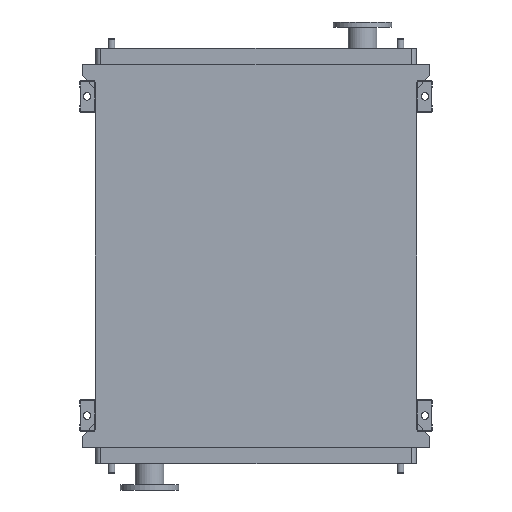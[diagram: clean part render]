
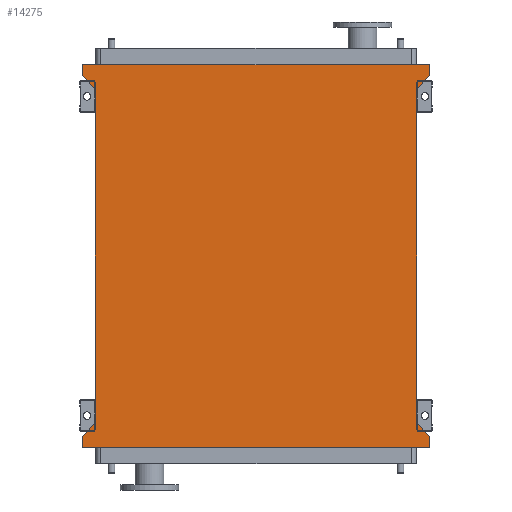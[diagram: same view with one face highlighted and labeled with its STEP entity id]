
A CAD part, front view. The second image highlights one B-rep face of the part: STEP entity #14275.
In plain terms, the highlighted planar face has unit normal (0, -1, 0).
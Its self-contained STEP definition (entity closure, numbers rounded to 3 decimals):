
#419 = CARTESIAN_POINT ( 'NONE',  ( -605., 0., 0. ) ) ;
#756 = EDGE_CURVE ( 'NONE', #1716, #2524, #7373, .T. ) ;
#848 = CARTESIAN_POINT ( 'NONE',  ( 651., 0., -1345. ) ) ;
#1083 = VERTEX_POINT ( 'NONE', #7488 ) ;
#1196 = CARTESIAN_POINT ( 'NONE',  ( 651., 0., 95. ) ) ;
#1357 = DIRECTION ( 'NONE',  ( 0., 0., -1. ) ) ;
#1364 = VERTEX_POINT ( 'NONE', #9788 ) ;
#1373 = DIRECTION ( 'NONE',  ( 0.655, 0., -0.755 ) ) ;
#1716 = VERTEX_POINT ( 'NONE', #17625 ) ;
#1903 = LINE ( 'NONE', #17713, #5203 ) ;
#1928 = ORIENTED_EDGE ( 'NONE', *, *, #756, .T. ) ;
#2100 = ORIENTED_EDGE ( 'NONE', *, *, #16401, .F. ) ;
#2146 = VERTEX_POINT ( 'NONE', #3054 ) ;
#2232 = DIRECTION ( 'NONE',  ( 0., 0., 1. ) ) ;
#2489 = LINE ( 'NONE', #419, #13301 ) ;
#2511 = PLANE ( 'NONE',  #11716 ) ;
#2524 = VERTEX_POINT ( 'NONE', #13761 ) ;
#2876 = VECTOR ( 'NONE', #12998, 1000. ) ;
#3054 = CARTESIAN_POINT ( 'NONE',  ( -651., 0., 53. ) ) ;
#3065 = ORIENTED_EDGE ( 'NONE', *, *, #8006, .F. ) ;
#3512 = ORIENTED_EDGE ( 'NONE', *, *, #7793, .F. ) ;
#3760 = EDGE_CURVE ( 'NONE', #11374, #9944, #15652, .T. ) ;
#3926 = DIRECTION ( 'NONE',  ( 0., -1., 0. ) ) ;
#3951 = VERTEX_POINT ( 'NONE', #10593 ) ;
#4031 = VERTEX_POINT ( 'NONE', #17717 ) ;
#4468 = CARTESIAN_POINT ( 'NONE',  ( -651., 0., 95. ) ) ;
#4585 = DIRECTION ( 'NONE',  ( 0., 0., 1. ) ) ;
#4688 = ORIENTED_EDGE ( 'NONE', *, *, #11856, .F. ) ;
#5203 = VECTOR ( 'NONE', #2232, 1000. ) ;
#5273 = CARTESIAN_POINT ( 'NONE',  ( 605., 0., -1250. ) ) ;
#5492 = VECTOR ( 'NONE', #12497, 1000. ) ;
#6282 = ORIENTED_EDGE ( 'NONE', *, *, #8397, .F. ) ;
#6400 = CARTESIAN_POINT ( 'NONE',  ( -651., 0., 95. ) ) ;
#6615 = LINE ( 'NONE', #10167, #2876 ) ;
#6737 = LINE ( 'NONE', #6914, #10523 ) ;
#6827 = ORIENTED_EDGE ( 'NONE', *, *, #12415, .F. ) ;
#6914 = CARTESIAN_POINT ( 'NONE',  ( 651., 0., -1303. ) ) ;
#6917 = LINE ( 'NONE', #15230, #13530 ) ;
#7373 = LINE ( 'NONE', #5273, #18194 ) ;
#7445 = ORIENTED_EDGE ( 'NONE', *, *, #8212, .F. ) ;
#7488 = CARTESIAN_POINT ( 'NONE',  ( 651., 0., -1345. ) ) ;
#7793 = EDGE_CURVE ( 'NONE', #9944, #14378, #9721, .T. ) ;
#8006 = EDGE_CURVE ( 'NONE', #12461, #14918, #15186, .T. ) ;
#8129 = LINE ( 'NONE', #8432, #8585 ) ;
#8212 = EDGE_CURVE ( 'NONE', #4031, #1364, #1903, .T. ) ;
#8342 = FACE_OUTER_BOUND ( 'NONE', #16734, .T. ) ;
#8397 = EDGE_CURVE ( 'NONE', #3951, #1083, #6737, .T. ) ;
#8432 = CARTESIAN_POINT ( 'NONE',  ( 605., 0., -1250. ) ) ;
#8445 = ORIENTED_EDGE ( 'NONE', *, *, #14870, .F. ) ;
#8585 = VECTOR ( 'NONE', #1373, 1000. ) ;
#9267 = CARTESIAN_POINT ( 'NONE',  ( 651., 0., 95. ) ) ;
#9414 = ORIENTED_EDGE ( 'NONE', *, *, #3760, .F. ) ;
#9554 = DIRECTION ( 'NONE',  ( 0., 0., 1. ) ) ;
#9721 = LINE ( 'NONE', #1196, #5492 ) ;
#9788 = CARTESIAN_POINT ( 'NONE',  ( -605., 0., 0. ) ) ;
#9828 = CARTESIAN_POINT ( 'NONE',  ( 651., 0., 53. ) ) ;
#9944 = VERTEX_POINT ( 'NONE', #9267 ) ;
#10167 = CARTESIAN_POINT ( 'NONE',  ( -651., 0., 53. ) ) ;
#10368 = DIRECTION ( 'NONE',  ( 0.655, 0., 0.755 ) ) ;
#10523 = VECTOR ( 'NONE', #1357, 1000. ) ;
#10593 = CARTESIAN_POINT ( 'NONE',  ( 651., 0., -1303. ) ) ;
#10867 = LINE ( 'NONE', #11783, #17909 ) ;
#11050 = VECTOR ( 'NONE', #11524, 1000. ) ;
#11374 = VERTEX_POINT ( 'NONE', #6400 ) ;
#11524 = DIRECTION ( 'NONE',  ( 1., 0., 0. ) ) ;
#11716 = AXIS2_PLACEMENT_3D ( 'NONE', #15151, #3926, #13797 ) ;
#11783 = CARTESIAN_POINT ( 'NONE',  ( -651., 0., -1303. ) ) ;
#11856 = EDGE_CURVE ( 'NONE', #14918, #4031, #10867, .T. ) ;
#12415 = EDGE_CURVE ( 'NONE', #2146, #11374, #6615, .T. ) ;
#12461 = VERTEX_POINT ( 'NONE', #17540 ) ;
#12497 = DIRECTION ( 'NONE',  ( 0., 0., -1. ) ) ;
#12659 = ORIENTED_EDGE ( 'NONE', *, *, #17985, .F. ) ;
#12998 = DIRECTION ( 'NONE',  ( 0., 0., 1. ) ) ;
#13047 = CARTESIAN_POINT ( 'NONE',  ( -651., 0., -1345. ) ) ;
#13301 = VECTOR ( 'NONE', #15962, 1000. ) ;
#13530 = VECTOR ( 'NONE', #16659, 1000. ) ;
#13657 = VECTOR ( 'NONE', #4585, 1000. ) ;
#13761 = CARTESIAN_POINT ( 'NONE',  ( 605., 0., 0. ) ) ;
#13797 = DIRECTION ( 'NONE',  ( 0., 0., -1. ) ) ;
#14275 = ADVANCED_FACE ( 'NONE', ( #8342 ), #2511, .T. ) ;
#14378 = VERTEX_POINT ( 'NONE', #9828 ) ;
#14870 = EDGE_CURVE ( 'NONE', #1716, #3951, #8129, .T. ) ;
#14918 = VERTEX_POINT ( 'NONE', #16991 ) ;
#15119 = LINE ( 'NONE', #848, #18004 ) ;
#15151 = CARTESIAN_POINT ( 'NONE',  ( -605., 0., -1250. ) ) ;
#15186 = LINE ( 'NONE', #13047, #13657 ) ;
#15230 = CARTESIAN_POINT ( 'NONE',  ( 651., 0., 53. ) ) ;
#15652 = LINE ( 'NONE', #4468, #11050 ) ;
#15962 = DIRECTION ( 'NONE',  ( -0.655, 0., 0.755 ) ) ;
#15992 = ORIENTED_EDGE ( 'NONE', *, *, #17704, .F. ) ;
#16401 = EDGE_CURVE ( 'NONE', #1083, #12461, #15119, .T. ) ;
#16659 = DIRECTION ( 'NONE',  ( -0.655, 0., -0.755 ) ) ;
#16734 = EDGE_LOOP ( 'NONE', ( #1928, #15992, #3512, #9414, #6827, #12659, #7445, #4688, #3065, #2100, #6282, #8445 ) ) ;
#16991 = CARTESIAN_POINT ( 'NONE',  ( -651., 0., -1303. ) ) ;
#17540 = CARTESIAN_POINT ( 'NONE',  ( -651., 0., -1345. ) ) ;
#17625 = CARTESIAN_POINT ( 'NONE',  ( 605., 0., -1250. ) ) ;
#17704 = EDGE_CURVE ( 'NONE', #14378, #2524, #6917, .T. ) ;
#17713 = CARTESIAN_POINT ( 'NONE',  ( -605., 0., -1250. ) ) ;
#17717 = CARTESIAN_POINT ( 'NONE',  ( -605., 0., -1250. ) ) ;
#17746 = DIRECTION ( 'NONE',  ( -1., 0., 0. ) ) ;
#17909 = VECTOR ( 'NONE', #10368, 1000. ) ;
#17985 = EDGE_CURVE ( 'NONE', #1364, #2146, #2489, .T. ) ;
#18004 = VECTOR ( 'NONE', #17746, 1000. ) ;
#18194 = VECTOR ( 'NONE', #9554, 1000. ) ;
